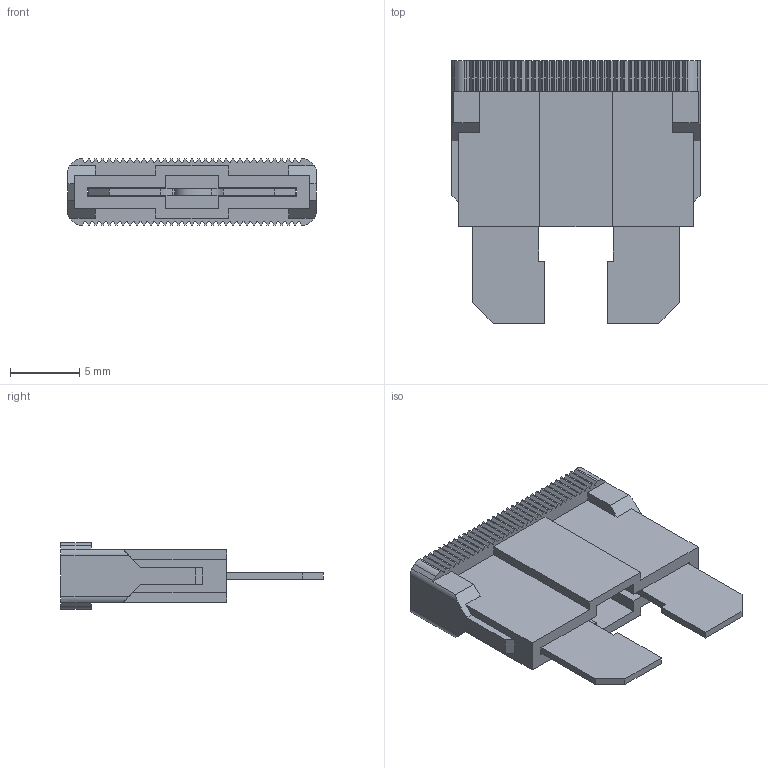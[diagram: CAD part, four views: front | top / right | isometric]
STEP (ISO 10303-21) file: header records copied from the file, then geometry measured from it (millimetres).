
FILE_DESCRIPTION(('FreeCAD Model'),'2;1');
FILE_NAME('Open CASCADE Shape Model','2024-03-22T12:55:18',( 'kicad StepUp'),('ksu MCAD'),'Open CASCADE STEP processor 7.6', 'FreeCAD','Unknown');
FILE_SCHEMA(('AUTOMOTIVE_DESIGN { 1 0 10303 214 1 1 1 1 }'));
Length unit declared in the file: millimetre
Products named in the file (1): fuse_automotive
Bounding box: 18 x 19 x 4.8 mm (x, y, z)
Volume: 577.8 mm3; surface area: 1518.9 mm2
Topology: 2 solids, 2 shells, 373 faces, 3312 edges, 9568 vertices
Faces by surface type: plane 357, cylinder 12, bspline 4
Entity records: 44377 total; most frequent: CARTESIAN_POINT 14094, DIRECTION 4088, LINE 3204, VECTOR 3204, GEOMETRIC_CURVE_SET 2209, ORIENTED_EDGE 2208, TRIMMED_CURVE 2208, PRESENTATION_STYLE_ASSIGNMENT 1111
